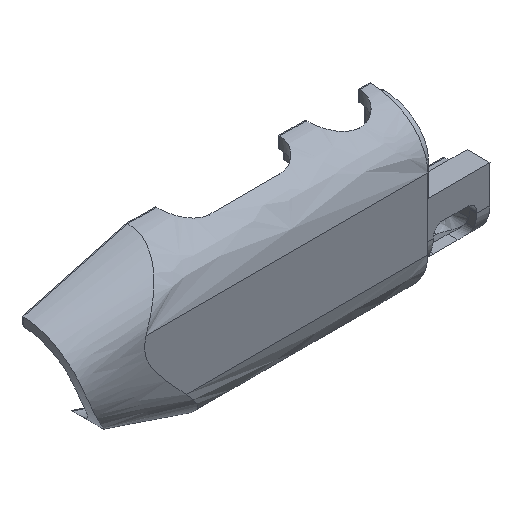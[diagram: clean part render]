
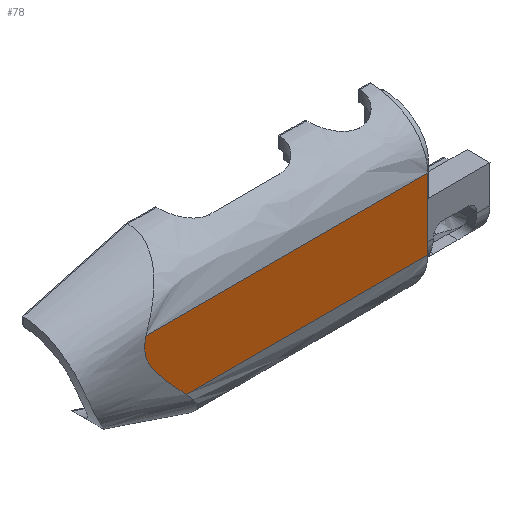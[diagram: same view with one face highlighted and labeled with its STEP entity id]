
A CAD part, isometric view. The second image highlights one B-rep face of the part: STEP entity #78.
In plain terms, the highlighted free-form (B-spline) face has degree [2, 1] with [3, 2] control points.
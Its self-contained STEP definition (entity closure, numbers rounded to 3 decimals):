
#78=ADVANCED_FACE('',(#280),#3050,.T.);
#280=FACE_OUTER_BOUND('',#479,.T.);
#479=EDGE_LOOP('',(#909,#910,#911,#912));
#909=ORIENTED_EDGE('',*,*,#1830,.T.);
#910=ORIENTED_EDGE('',*,*,#1806,.F.);
#911=ORIENTED_EDGE('',*,*,#1807,.F.);
#912=ORIENTED_EDGE('',*,*,#1805,.T.);
#1805=EDGE_CURVE('',#2821,#2837,#2200,.T.);
#1806=EDGE_CURVE('',#2820,#2838,#2201,.T.);
#1807=EDGE_CURVE('',#2821,#2820,#2202,.T.);
#1830=EDGE_CURVE('',#2837,#2838,#2457,.T.);
#2200=(
BOUNDED_CURVE()
B_SPLINE_CURVE(1,(#6557,#6558),.UNSPECIFIED.,.F.,.F.)
B_SPLINE_CURVE_WITH_KNOTS((2,2),(0.,36.958),.UNSPECIFIED.)
CURVE()
GEOMETRIC_REPRESENTATION_ITEM()
RATIONAL_B_SPLINE_CURVE((1.,1.))
REPRESENTATION_ITEM('')
);
#2201=(
BOUNDED_CURVE()
B_SPLINE_CURVE(1,(#6559,#6560),.UNSPECIFIED.,.F.,.F.)
B_SPLINE_CURVE_WITH_KNOTS((2,2),(0.,31.697),.UNSPECIFIED.)
CURVE()
GEOMETRIC_REPRESENTATION_ITEM()
RATIONAL_B_SPLINE_CURVE((1.,1.))
REPRESENTATION_ITEM('')
);
#2202=(
BOUNDED_CURVE()
B_SPLINE_CURVE(2,(#6561,#6562,#6563),.UNSPECIFIED.,.F.,.F.)
B_SPLINE_CURVE_WITH_KNOTS((3,3),(-189.568,-175.163),
 .UNSPECIFIED.)
CURVE()
GEOMETRIC_REPRESENTATION_ITEM()
RATIONAL_B_SPLINE_CURVE((1.,1.,1.))
REPRESENTATION_ITEM('')
);
#2457=B_SPLINE_CURVE_WITH_KNOTS('',3,(#6810,#6811,#6812,#6813,#6814,#6815,
#6816,#6817,#6818,#6819,#6820,#6821,#6822,#6823,#6824,#6825,#6826,#6827,
#6828,#6829,#6830,#6831,#6832),.UNSPECIFIED.,.F.,.F.,(4,1,1,1,1,1,1,1,1,
1,1,1,1,1,1,1,1,1,1,1,4),(15.151,15.491,16.265,
17.04,17.814,18.589,19.363,20.138,
20.806,21.473,22.141,22.809,23.476,
24.144,24.812,25.48,26.147,26.815,
27.483,28.15,28.452),.UNSPECIFIED.);
#2820=VERTEX_POINT('',#5949);
#2821=VERTEX_POINT('',#5950);
#2837=VERTEX_POINT('',#5966);
#2838=VERTEX_POINT('',#5967);
#3050=(
BOUNDED_SURFACE()
B_SPLINE_SURFACE(2,1,((#3694,#3695),(#3696,#3697),(#3698,#3699)),
 .UNSPECIFIED.,.F.,.F.,.F.)
B_SPLINE_SURFACE_WITH_KNOTS((3,3),(2,2),(175.163,189.568),
(0.,62.484),.UNSPECIFIED.)
GEOMETRIC_REPRESENTATION_ITEM()
RATIONAL_B_SPLINE_SURFACE(((1.,1.),(1.,
1.),(1.,1.)))
REPRESENTATION_ITEM('')
SURFACE()
);
#3694=CARTESIAN_POINT('',(-2.984,-11.5,-13.355));
#3695=CARTESIAN_POINT('',(-99.538,-11.5,-13.355));
#3696=CARTESIAN_POINT('',(-2.984,-11.5,-6.152));
#3697=CARTESIAN_POINT('',(-99.538,-11.5,-6.152));
#3698=CARTESIAN_POINT('',(-2.984,-11.5,1.051));
#3699=CARTESIAN_POINT('',(-99.537,-11.5,1.05));
#5949=CARTESIAN_POINT('',(-2.984,-11.5,-13.355));
#5950=CARTESIAN_POINT('',(-2.984,-11.5,1.051));
#5966=CARTESIAN_POINT('',(-60.094,-11.5,1.05));
#5967=CARTESIAN_POINT('',(-51.964,-11.5,-13.355));
#6557=CARTESIAN_POINT('',(-2.984,-11.5,1.051));
#6558=CARTESIAN_POINT('',(-60.094,-11.5,1.05));
#6559=CARTESIAN_POINT('',(-2.984,-11.5,-13.355));
#6560=CARTESIAN_POINT('',(-51.964,-11.5,-13.355));
#6561=CARTESIAN_POINT('',(-2.984,-11.5,1.051));
#6562=CARTESIAN_POINT('',(-2.984,-11.5,-6.152));
#6563=CARTESIAN_POINT('',(-2.984,-11.5,-13.355));
#6810=CARTESIAN_POINT('',(-60.094,-11.5,1.05));
#6811=CARTESIAN_POINT('',(-60.134,-11.501,0.915));
#6812=CARTESIAN_POINT('',(-60.255,-11.5,0.467));
#6813=CARTESIAN_POINT('',(-60.384,-11.501,-0.309));
#6814=CARTESIAN_POINT('',(-60.395,-11.501,-1.28));
#6815=CARTESIAN_POINT('',(-60.257,-11.501,-2.236));
#6816=CARTESIAN_POINT('',(-59.988,-11.501,-3.166));
#6817=CARTESIAN_POINT('',(-59.608,-11.501,-4.059));
#6818=CARTESIAN_POINT('',(-59.179,-11.501,-4.852));
#6819=CARTESIAN_POINT('',(-58.658,-11.501,-5.658));
#6820=CARTESIAN_POINT('',(-58.131,-11.5,-6.37));
#6821=CARTESIAN_POINT('',(-57.583,-11.5,-7.074));
#6822=CARTESIAN_POINT('',(-57.015,-11.5,-7.769));
#6823=CARTESIAN_POINT('',(-56.44,-11.5,-8.448));
#6824=CARTESIAN_POINT('',(-55.851,-11.5,-9.121));
#6825=CARTESIAN_POINT('',(-55.26,-11.5,-9.781));
#6826=CARTESIAN_POINT('',(-54.658,-11.5,-10.441));
#6827=CARTESIAN_POINT('',(-54.053,-11.5,-11.096));
#6828=CARTESIAN_POINT('',(-53.446,-11.5,-11.749));
#6829=CARTESIAN_POINT('',(-52.839,-11.5,-12.402));
#6830=CARTESIAN_POINT('',(-52.345,-11.5,-12.938));
#6831=CARTESIAN_POINT('',(-52.054,-11.501,-13.256));
#6832=CARTESIAN_POINT('',(-51.964,-11.5,-13.355));
